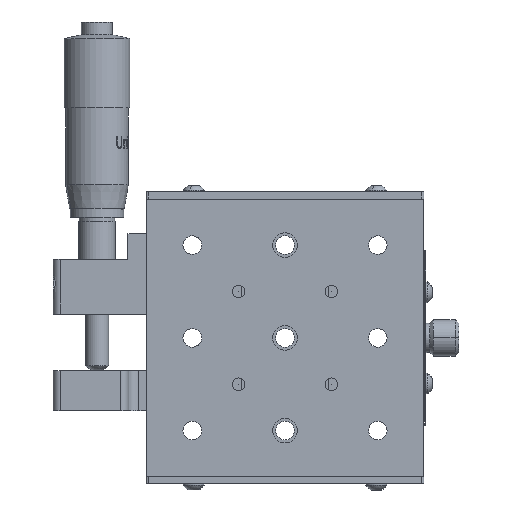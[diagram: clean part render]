
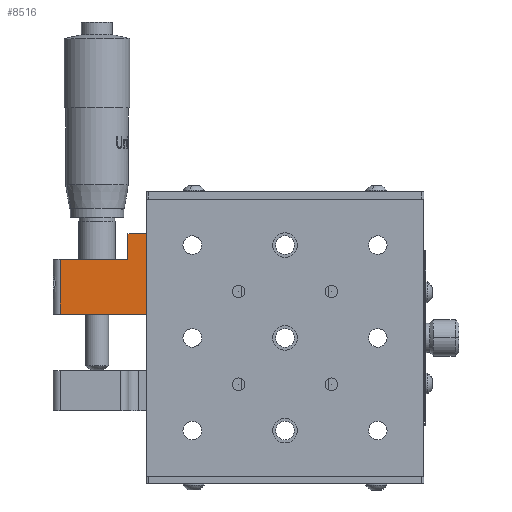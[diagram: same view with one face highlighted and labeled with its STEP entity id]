
A CAD part, front view. The second image highlights one B-rep face of the part: STEP entity #8516.
In plain terms, the highlighted planar face has unit normal (0, -1, 0).
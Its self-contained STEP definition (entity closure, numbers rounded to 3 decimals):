
#710 = VERTEX_POINT ( 'NONE', #16929 ) ;
#973 = VECTOR ( 'NONE', #22182, 1000. ) ;
#1011 = CARTESIAN_POINT ( 'NONE',  ( -61.5, 0.2, 28.5 ) ) ;
#1341 = DIRECTION ( 'NONE',  ( 0., 0., -1. ) ) ;
#1500 = DIRECTION ( 'NONE',  ( -1., 0., 0. ) ) ;
#1844 = DIRECTION ( 'NONE',  ( 0., 0., -1. ) ) ;
#2450 = VECTOR ( 'NONE', #1844, 1000. ) ;
#2997 = EDGE_CURVE ( 'NONE', #13735, #22139, #18053, .T. ) ;
#3512 = ORIENTED_EDGE ( 'NONE', *, *, #19063, .T. ) ;
#4572 = CARTESIAN_POINT ( 'NONE',  ( -61.5, 0.2, 6.5 ) ) ;
#4930 = DIRECTION ( 'NONE',  ( 0., 0., 1. ) ) ;
#4968 = FACE_OUTER_BOUND ( 'NONE', #22952, .T. ) ;
#5601 = LINE ( 'NONE', #23040, #14764 ) ;
#5954 = CARTESIAN_POINT ( 'NONE',  ( -43., 0.2, 28.5 ) ) ;
#6146 = VERTEX_POINT ( 'NONE', #17074 ) ;
#6167 = LINE ( 'NONE', #4572, #973 ) ;
#7594 = EDGE_CURVE ( 'NONE', #13162, #6146, #20922, .T. ) ;
#7642 = ORIENTED_EDGE ( 'NONE', *, *, #18726, .T. ) ;
#7659 = LINE ( 'NONE', #20835, #22047 ) ;
#8421 = ORIENTED_EDGE ( 'NONE', *, *, #9032, .F. ) ;
#8516 = ADVANCED_FACE ( 'NONE', ( #4968 ), #12727, .T. ) ;
#9032 = EDGE_CURVE ( 'NONE', #6146, #17494, #6167, .T. ) ;
#9882 = VECTOR ( 'NONE', #14719, 1000. ) ;
#10524 = VECTOR ( 'NONE', #25097, 1000. ) ;
#10987 = EDGE_CURVE ( 'NONE', #710, #17494, #7659, .T. ) ;
#12255 = CARTESIAN_POINT ( 'NONE',  ( -61.5, 0.2, 6.5 ) ) ;
#12727 = PLANE ( 'NONE',  #12970 ) ;
#12970 = AXIS2_PLACEMENT_3D ( 'NONE', #1011, #16670, #4930 ) ;
#13162 = VERTEX_POINT ( 'NONE', #15425 ) ;
#13735 = VERTEX_POINT ( 'NONE', #25295 ) ;
#13814 = ORIENTED_EDGE ( 'NONE', *, *, #10987, .T. ) ;
#14719 = DIRECTION ( 'NONE',  ( -1., 0., 0. ) ) ;
#14764 = VECTOR ( 'NONE', #1500, 1000. ) ;
#15425 = CARTESIAN_POINT ( 'NONE',  ( -38., 0.2, 28.5 ) ) ;
#16670 = DIRECTION ( 'NONE',  ( 0., -1., 0. ) ) ;
#16929 = CARTESIAN_POINT ( 'NONE',  ( -61.5, 0.2, 21.5 ) ) ;
#17074 = CARTESIAN_POINT ( 'NONE',  ( -38., 0.2, 6.5 ) ) ;
#17494 = VERTEX_POINT ( 'NONE', #12255 ) ;
#18053 = LINE ( 'NONE', #5954, #2450 ) ;
#18726 = EDGE_CURVE ( 'NONE', #22139, #710, #5601, .T. ) ;
#19042 = CARTESIAN_POINT ( 'NONE',  ( -43., 0.2, 21.5 ) ) ;
#19063 = EDGE_CURVE ( 'NONE', #13162, #13735, #20890, .T. ) ;
#20548 = CARTESIAN_POINT ( 'NONE',  ( -61.5, 0.2, 28.5 ) ) ;
#20835 = CARTESIAN_POINT ( 'NONE',  ( -61.5, 0.2, 28.5 ) ) ;
#20890 = LINE ( 'NONE', #20548, #9882 ) ;
#20922 = LINE ( 'NONE', #23118, #10524 ) ;
#21532 = ORIENTED_EDGE ( 'NONE', *, *, #2997, .T. ) ;
#22047 = VECTOR ( 'NONE', #1341, 1000. ) ;
#22139 = VERTEX_POINT ( 'NONE', #19042 ) ;
#22182 = DIRECTION ( 'NONE',  ( -1., 0., 0. ) ) ;
#22952 = EDGE_LOOP ( 'NONE', ( #7642, #13814, #8421, #23429, #3512, #21532 ) ) ;
#23040 = CARTESIAN_POINT ( 'NONE',  ( -63.5, 0.2, 21.5 ) ) ;
#23118 = CARTESIAN_POINT ( 'NONE',  ( -38., 0.2, 28.5 ) ) ;
#23429 = ORIENTED_EDGE ( 'NONE', *, *, #7594, .F. ) ;
#25097 = DIRECTION ( 'NONE',  ( 0., 0., -1. ) ) ;
#25295 = CARTESIAN_POINT ( 'NONE',  ( -43., 0.2, 28.5 ) ) ;
